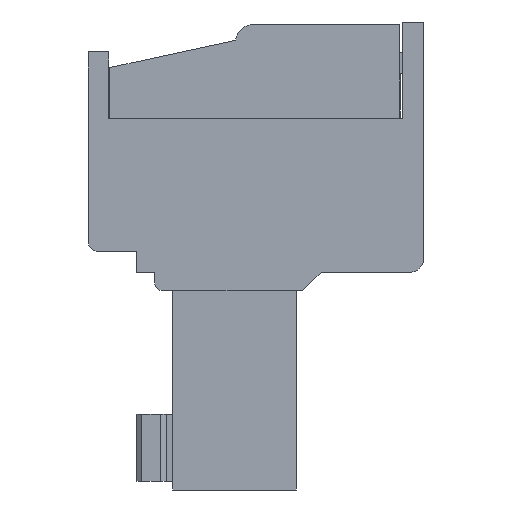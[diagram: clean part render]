
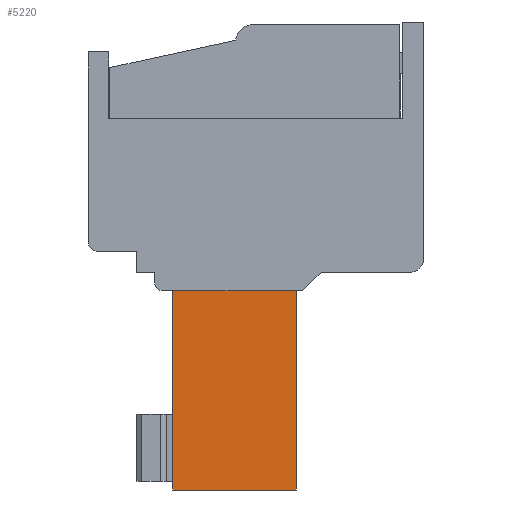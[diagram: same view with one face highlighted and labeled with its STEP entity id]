
A CAD part, left-side view. The second image highlights one B-rep face of the part: STEP entity #5220.
In plain terms, the highlighted face is planar.
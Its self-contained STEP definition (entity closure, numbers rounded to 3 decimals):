
#627 = CARTESIAN_POINT ( 'NONE',  ( 74.335, 51.354, 0.343 ) ) ;
#3460 = VERTEX_POINT ( 'NONE', #47302 ) ;
#3806 = VERTEX_POINT ( 'NONE', #32123 ) ;
#4040 = VECTOR ( 'NONE', #16295, 1000. ) ;
#4499 = EDGE_CURVE ( 'NONE', #3806, #18844, #43256, .T. ) ;
#5220 = ADVANCED_FACE ( 'NONE', ( #7708 ), #28736, .T. ) ;
#6471 = ORIENTED_EDGE ( 'NONE', *, *, #4499, .T. ) ;
#6857 = AXIS2_PLACEMENT_3D ( 'NONE', #26023, #25700, #25548 ) ;
#7708 = FACE_OUTER_BOUND ( 'NONE', #44891, .T. ) ;
#9695 = EDGE_CURVE ( 'NONE', #29072, #18844, #23610, .T. ) ;
#12612 = CARTESIAN_POINT ( 'NONE',  ( 74.335, 47.237, 0.343 ) ) ;
#13163 = CARTESIAN_POINT ( 'NONE',  ( 67.715, 47.237, 0.343 ) ) ;
#16295 = DIRECTION ( 'NONE',  ( 0., 1., 0. ) ) ;
#18844 = VERTEX_POINT ( 'NONE', #627 ) ;
#22958 = VECTOR ( 'NONE', #42531, 1000. ) ;
#23610 = LINE ( 'NONE', #12612, #4040 ) ;
#24038 = CARTESIAN_POINT ( 'NONE',  ( 67.715, 47.237, 0.343 ) ) ;
#25548 = DIRECTION ( 'NONE',  ( -1., 0., 0. ) ) ;
#25700 = DIRECTION ( 'NONE',  ( 0., 0., -1. ) ) ;
#26023 = CARTESIAN_POINT ( 'NONE',  ( 67.715, 47.237, 0.343 ) ) ;
#26178 = VECTOR ( 'NONE', #38498, 1000. ) ;
#28736 = PLANE ( 'NONE',  #6857 ) ;
#29072 = VERTEX_POINT ( 'NONE', #46398 ) ;
#30728 = EDGE_CURVE ( 'NONE', #3460, #29072, #45507, .T. ) ;
#32123 = CARTESIAN_POINT ( 'NONE',  ( 67.715, 51.354, 0.343 ) ) ;
#35391 = DIRECTION ( 'NONE',  ( 1., 0., 0. ) ) ;
#38498 = DIRECTION ( 'NONE',  ( 1., 0., 0. ) ) ;
#39241 = ORIENTED_EDGE ( 'NONE', *, *, #9695, .F. ) ;
#40337 = ORIENTED_EDGE ( 'NONE', *, *, #42968, .T. ) ;
#41368 = CARTESIAN_POINT ( 'NONE',  ( 67.715, 51.354, 0.343 ) ) ;
#42077 = VECTOR ( 'NONE', #35391, 1000. ) ;
#42287 = LINE ( 'NONE', #13163, #22958 ) ;
#42531 = DIRECTION ( 'NONE',  ( 0., 1., 0. ) ) ;
#42968 = EDGE_CURVE ( 'NONE', #3460, #3806, #42287, .T. ) ;
#43256 = LINE ( 'NONE', #41368, #42077 ) ;
#44891 = EDGE_LOOP ( 'NONE', ( #40337, #6471, #39241, #46985 ) ) ;
#45507 = LINE ( 'NONE', #24038, #26178 ) ;
#46398 = CARTESIAN_POINT ( 'NONE',  ( 74.335, 47.237, 0.343 ) ) ;
#46985 = ORIENTED_EDGE ( 'NONE', *, *, #30728, .F. ) ;
#47302 = CARTESIAN_POINT ( 'NONE',  ( 67.715, 47.237, 0.343 ) ) ;
